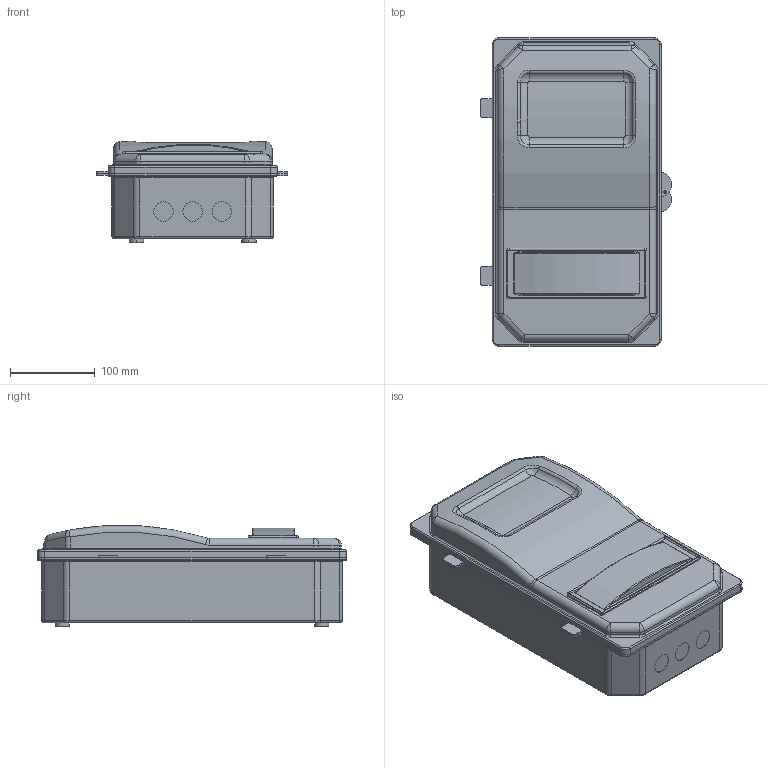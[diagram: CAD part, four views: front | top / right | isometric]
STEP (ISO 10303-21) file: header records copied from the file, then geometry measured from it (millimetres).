
FILE_DESCRIPTION (( 'STEP AP214' ), '1' );
FILE_NAME ('MSP308-3-55 Êîðïóñ ïëàñòèêîâûé ÙÓÐí-Ï 3_8 IP55.STEP', '2016-10-21T06:38:20', ( '' ), ( '' ), 'SwSTEP 2.0', 'SolidWorks 2014', '' );
FILE_SCHEMA (( 'AUTOMOTIVE_DESIGN' ));
Length unit declared in the file: millimetre
Products named in the file (1): MSP308-3-55 Êîðïóñ ïëàñòèêîâûé ÙÓÐí-Ï 3_8 IP55
Bounding box: 226.45 x 365 x 120 mm (x, y, z)
Volume: 859091.2 mm3; surface area: 549966.7 mm2
Topology: 3 solids, 3 shells, 564 faces, 1313 edges, 814 vertices
Faces by surface type: cylinder 273, plane 173, torus 64, bspline 38, sphere 16
Entity records: 18439 total; most frequent: CARTESIAN_POINT 5264, DIRECTION 2957, ORIENTED_EDGE 2614, EDGE_CURVE 1307, AXIS2_PLACEMENT_3D 1195, VERTEX_POINT 814, CIRCLE 668, EDGE_LOOP 637
